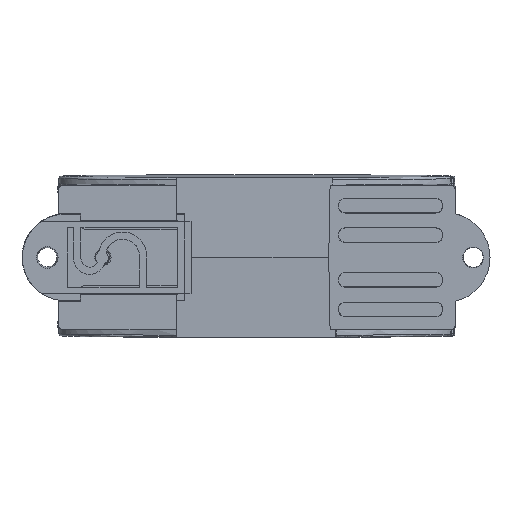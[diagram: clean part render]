
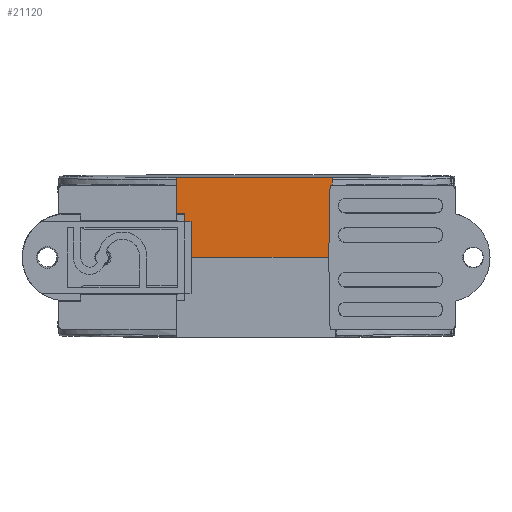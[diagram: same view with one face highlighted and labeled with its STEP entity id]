
A CAD part, front view. The second image highlights one B-rep face of the part: STEP entity #21120.
In plain terms, the highlighted planar face has unit normal (0, -1, 0).
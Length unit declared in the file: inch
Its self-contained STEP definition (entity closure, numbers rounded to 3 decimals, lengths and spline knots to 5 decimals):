
#217 = EDGE_CURVE ( 'NONE', #509, #28140, #3875, .T. ) ;
#451 = VERTEX_POINT ( 'NONE', #26726 ) ;
#509 = VERTEX_POINT ( 'NONE', #15672 ) ;
#2293 = VECTOR ( 'NONE', #30550, 39.37008 ) ;
#3667 = LINE ( 'NONE', #15081, #28482 ) ;
#3875 = LINE ( 'NONE', #35856, #28605 ) ;
#4680 = CARTESIAN_POINT ( 'NONE',  ( -0.70319, 0., -0.35973 ) ) ;
#4990 = EDGE_CURVE ( 'NONE', #31288, #28140, #10727, .T. ) ;
#5729 = CARTESIAN_POINT ( 'NONE',  ( -0.70319, 0., -0.35028 ) ) ;
#7121 = LINE ( 'NONE', #4680, #31355 ) ;
#8406 = CARTESIAN_POINT ( 'NONE',  ( -0.71555, 0., 0.35768 ) ) ;
#8906 = CARTESIAN_POINT ( 'NONE',  ( -0.70319, 0., -0.35973 ) ) ;
#9296 = LINE ( 'NONE', #19976, #21903 ) ;
#10236 = DIRECTION ( 'NONE',  ( -0.017, 0., 1. ) ) ;
#10727 = LINE ( 'NONE', #17070, #2293 ) ;
#11469 = ORIENTED_EDGE ( 'NONE', *, *, #217, .F. ) ;
#12307 = CARTESIAN_POINT ( 'NONE',  ( -0.71555, 0., -0.35973 ) ) ;
#12863 = DIRECTION ( 'NONE',  ( 0., 0., 1. ) ) ;
#12971 = VECTOR ( 'NONE', #16923, 39.37008 ) ;
#13058 = ORIENTED_EDGE ( 'NONE', *, *, #15816, .F. ) ;
#13133 = VERTEX_POINT ( 'NONE', #5729 ) ;
#14284 = VERTEX_POINT ( 'NONE', #20534 ) ;
#14306 = LINE ( 'NONE', #26079, #12971 ) ;
#14669 = AXIS2_PLACEMENT_3D ( 'NONE', #12307, #18286, #12863 ) ;
#15081 = CARTESIAN_POINT ( 'NONE',  ( 0.71523, 0., 0.35768 ) ) ;
#15672 = CARTESIAN_POINT ( 'NONE',  ( -0.70738, 0., -0.11049 ) ) ;
#15729 = ORIENTED_EDGE ( 'NONE', *, *, #35733, .F. ) ;
#15816 = EDGE_CURVE ( 'NONE', #31288, #451, #32133, .T. ) ;
#15849 = PLANE ( 'NONE',  #14669 ) ;
#16923 = DIRECTION ( 'NONE',  ( -1., 0., 0. ) ) ;
#17070 = CARTESIAN_POINT ( 'NONE',  ( -0.71555, 0., 0.35768 ) ) ;
#17327 = VECTOR ( 'NONE', #25806, 39.37008 ) ;
#17614 = EDGE_CURVE ( 'NONE', #25202, #13133, #7121, .T. ) ;
#18286 = DIRECTION ( 'NONE',  ( 0., 1., 0. ) ) ;
#19976 = CARTESIAN_POINT ( 'NONE',  ( -0.70319, 0., -0.35028 ) ) ;
#20366 = CARTESIAN_POINT ( 'NONE',  ( -1.77354, 0., 0.35768 ) ) ;
#20534 = CARTESIAN_POINT ( 'NONE',  ( 0.70335, 0., -0.35973 ) ) ;
#21055 = EDGE_LOOP ( 'NONE', ( #30223, #13058, #26823, #11469, #29447, #29395, #15729 ) ) ;
#21120 = ADVANCED_FACE ( 'NONE', ( #21463 ), #15849, .F. ) ;
#21463 = FACE_OUTER_BOUND ( 'NONE', #21055, .T. ) ;
#21903 = VECTOR ( 'NONE', #31373, 39.37008 ) ;
#22404 = EDGE_CURVE ( 'NONE', #13133, #509, #9296, .T. ) ;
#25202 = VERTEX_POINT ( 'NONE', #8906 ) ;
#25806 = DIRECTION ( 'NONE',  ( 1., 0., 0. ) ) ;
#26079 = CARTESIAN_POINT ( 'NONE',  ( -0.71555, 0., -0.35973 ) ) ;
#26498 = DIRECTION ( 'NONE',  ( -0.017, 0., -1. ) ) ;
#26726 = CARTESIAN_POINT ( 'NONE',  ( 0.71523, 0., 0.35768 ) ) ;
#26823 = ORIENTED_EDGE ( 'NONE', *, *, #4990, .T. ) ;
#28140 = VERTEX_POINT ( 'NONE', #29653 ) ;
#28482 = VECTOR ( 'NONE', #26498, 39.37008 ) ;
#28605 = VECTOR ( 'NONE', #10236, 39.37008 ) ;
#29395 = ORIENTED_EDGE ( 'NONE', *, *, #17614, .F. ) ;
#29447 = ORIENTED_EDGE ( 'NONE', *, *, #22404, .F. ) ;
#29653 = CARTESIAN_POINT ( 'NONE',  ( -0.70986, 0., 0.03177 ) ) ;
#29914 = EDGE_CURVE ( 'NONE', #451, #14284, #3667, .T. ) ;
#30223 = ORIENTED_EDGE ( 'NONE', *, *, #29914, .F. ) ;
#30499 = DIRECTION ( 'NONE',  ( 0., 0., 1. ) ) ;
#30550 = DIRECTION ( 'NONE',  ( 0.017, 0., -1. ) ) ;
#31288 = VERTEX_POINT ( 'NONE', #8406 ) ;
#31355 = VECTOR ( 'NONE', #30499, 39.37008 ) ;
#31373 = DIRECTION ( 'NONE',  ( -0.017, 0., 1. ) ) ;
#32133 = LINE ( 'NONE', #20366, #17327 ) ;
#35733 = EDGE_CURVE ( 'NONE', #14284, #25202, #14306, .T. ) ;
#35856 = CARTESIAN_POINT ( 'NONE',  ( -0.70738, 0., -0.11049 ) ) ;
